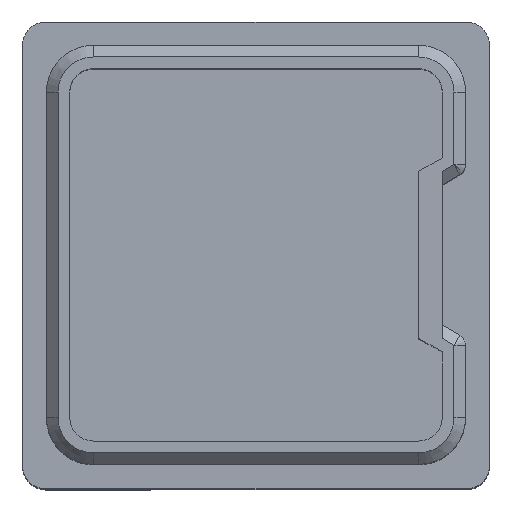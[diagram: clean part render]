
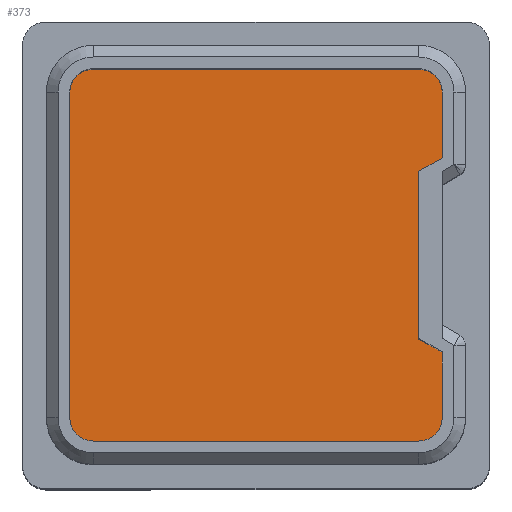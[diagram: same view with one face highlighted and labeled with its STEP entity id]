
A CAD part, top view. The second image highlights one B-rep face of the part: STEP entity #373.
In plain terms, the highlighted face is planar.
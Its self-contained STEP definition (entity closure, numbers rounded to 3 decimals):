
#72 = CARTESIAN_POINT ( 'NONE',  ( -13.95, -15.95, 1. ) ) ;
#227 = LINE ( 'NONE', #285, #1519 ) ;
#228 = CARTESIAN_POINT ( 'NONE',  ( 13.95, -13.95, 1. ) ) ;
#252 = CARTESIAN_POINT ( 'NONE',  ( 15.95, 13.95, 1. ) ) ;
#270 = DIRECTION ( 'NONE',  ( -1., 0., 0. ) ) ;
#285 = CARTESIAN_POINT ( 'NONE',  ( -15.95, -13.95, 1. ) ) ;
#343 = CARTESIAN_POINT ( 'NONE',  ( -13.95, -13.95, 1. ) ) ;
#368 = ORIENTED_EDGE ( 'NONE', *, *, #1208, .T. ) ;
#373 = ADVANCED_FACE ( 'NONE', ( #1137 ), #661, .T. ) ;
#388 = CARTESIAN_POINT ( 'NONE',  ( 13.95, -15.95, 1. ) ) ;
#479 = DIRECTION ( 'NONE',  ( 0., -1., 0. ) ) ;
#493 = CARTESIAN_POINT ( 'NONE',  ( -15.95, -8.309, 1. ) ) ;
#510 = ORIENTED_EDGE ( 'NONE', *, *, #2906, .T. ) ;
#565 = CARTESIAN_POINT ( 'NONE',  ( -13.95, -7.155, 1. ) ) ;
#597 = EDGE_CURVE ( 'NONE', #2032, #4900, #2404, .T. ) ;
#632 = EDGE_CURVE ( 'NONE', #1226, #2330, #4661, .T. ) ;
#636 = DIRECTION ( 'NONE',  ( -0.866, 0.5, 0. ) ) ;
#661 = PLANE ( 'NONE',  #5959 ) ;
#702 = EDGE_CURVE ( 'NONE', #4943, #1226, #979, .T. ) ;
#720 = CARTESIAN_POINT ( 'NONE',  ( 13.95, 13.95, 1. ) ) ;
#744 = ORIENTED_EDGE ( 'NONE', *, *, #5101, .T. ) ;
#938 = VECTOR ( 'NONE', #2347, 1000. ) ;
#979 = LINE ( 'NONE', #493, #938 ) ;
#1039 = AXIS2_PLACEMENT_3D ( 'NONE', #343, #2197, #5940 ) ;
#1137 = FACE_OUTER_BOUND ( 'NONE', #2910, .T. ) ;
#1195 = CARTESIAN_POINT ( 'NONE',  ( -13.95, -7.155, 1. ) ) ;
#1208 = EDGE_CURVE ( 'NONE', #2330, #2464, #4853, .T. ) ;
#1226 = VERTEX_POINT ( 'NONE', #1195 ) ;
#1234 = LINE ( 'NONE', #3141, #1484 ) ;
#1424 = CARTESIAN_POINT ( 'NONE',  ( -15.95, 13.95, 1. ) ) ;
#1484 = VECTOR ( 'NONE', #2209, 1000. ) ;
#1519 = VECTOR ( 'NONE', #1588, 1000. ) ;
#1530 = LINE ( 'NONE', #4695, #4622 ) ;
#1588 = DIRECTION ( 'NONE',  ( 0., 1., 0. ) ) ;
#1615 = DIRECTION ( 'NONE',  ( 0., 1., 0. ) ) ;
#1653 = EDGE_CURVE ( 'NONE', #2392, #2340, #4845, .T. ) ;
#1688 = ORIENTED_EDGE ( 'NONE', *, *, #3087, .T. ) ;
#1755 = VERTEX_POINT ( 'NONE', #2646 ) ;
#1859 = ORIENTED_EDGE ( 'NONE', *, *, #3464, .T. ) ;
#2032 = VERTEX_POINT ( 'NONE', #72 ) ;
#2078 = DIRECTION ( 'NONE',  ( 0., 0., -1. ) ) ;
#2124 = VECTOR ( 'NONE', #636, 1000. ) ;
#2197 = DIRECTION ( 'NONE',  ( 0., 0., -1. ) ) ;
#2209 = DIRECTION ( 'NONE',  ( -1., 0., 0. ) ) ;
#2221 = ORIENTED_EDGE ( 'NONE', *, *, #4039, .T. ) ;
#2232 = ORIENTED_EDGE ( 'NONE', *, *, #4558, .T. ) ;
#2238 = CARTESIAN_POINT ( 'NONE',  ( 15.95, 13.95, 1. ) ) ;
#2330 = VERTEX_POINT ( 'NONE', #4527 ) ;
#2340 = VERTEX_POINT ( 'NONE', #388 ) ;
#2347 = DIRECTION ( 'NONE',  ( 0.866, 0.5, 0. ) ) ;
#2392 = VERTEX_POINT ( 'NONE', #3666 ) ;
#2404 = CIRCLE ( 'NONE', #1039, 2. ) ;
#2434 = VERTEX_POINT ( 'NONE', #1424 ) ;
#2464 = VERTEX_POINT ( 'NONE', #4185 ) ;
#2491 = ORIENTED_EDGE ( 'NONE', *, *, #702, .T. ) ;
#2577 = DIRECTION ( 'NONE',  ( 0., 0., -1. ) ) ;
#2646 = CARTESIAN_POINT ( 'NONE',  ( 13.95, 15.95, 1. ) ) ;
#2839 = CIRCLE ( 'NONE', #5952, 2. ) ;
#2857 = CARTESIAN_POINT ( 'NONE',  ( -15.95, -8.309, 1. ) ) ;
#2895 = VERTEX_POINT ( 'NONE', #5638 ) ;
#2906 = EDGE_CURVE ( 'NONE', #2895, #1755, #1530, .T. ) ;
#2910 = EDGE_LOOP ( 'NONE', ( #744, #1859, #5434, #5904, #3275, #1688, #2491, #3791, #368, #2232, #2221, #510 ) ) ;
#2936 = CARTESIAN_POINT ( 'NONE',  ( -13.95, 7.155, 1. ) ) ;
#2961 = DIRECTION ( 'NONE',  ( -1., 0., 0. ) ) ;
#3021 = VECTOR ( 'NONE', #1615, 1000. ) ;
#3077 = DIRECTION ( 'NONE',  ( -1., 0., 0. ) ) ;
#3087 = EDGE_CURVE ( 'NONE', #4900, #4943, #227, .T. ) ;
#3141 = CARTESIAN_POINT ( 'NONE',  ( 13.95, -15.95, 1. ) ) ;
#3250 = VECTOR ( 'NONE', #479, 1000. ) ;
#3275 = ORIENTED_EDGE ( 'NONE', *, *, #597, .T. ) ;
#3316 = DIRECTION ( 'NONE',  ( 0., 1., 0. ) ) ;
#3464 = EDGE_CURVE ( 'NONE', #4655, #2392, #3631, .T. ) ;
#3514 = CIRCLE ( 'NONE', #4887, 2. ) ;
#3553 = VECTOR ( 'NONE', #3316, 1000. ) ;
#3631 = LINE ( 'NONE', #2238, #3250 ) ;
#3666 = CARTESIAN_POINT ( 'NONE',  ( 15.95, -13.95, 1. ) ) ;
#3791 = ORIENTED_EDGE ( 'NONE', *, *, #632, .T. ) ;
#4007 = LINE ( 'NONE', #4868, #3021 ) ;
#4020 = DIRECTION ( 'NONE',  ( 0., 0., -1. ) ) ;
#4039 = EDGE_CURVE ( 'NONE', #2434, #2895, #2839, .T. ) ;
#4185 = CARTESIAN_POINT ( 'NONE',  ( -15.95, 8.309, 1. ) ) ;
#4527 = CARTESIAN_POINT ( 'NONE',  ( -13.95, 7.155, 1. ) ) ;
#4558 = EDGE_CURVE ( 'NONE', #2464, #2434, #4007, .T. ) ;
#4622 = VECTOR ( 'NONE', #4783, 1000. ) ;
#4655 = VERTEX_POINT ( 'NONE', #252 ) ;
#4661 = LINE ( 'NONE', #565, #3553 ) ;
#4695 = CARTESIAN_POINT ( 'NONE',  ( -13.95, 15.95, 1. ) ) ;
#4760 = DIRECTION ( 'NONE',  ( 0., 0., -1. ) ) ;
#4774 = CARTESIAN_POINT ( 'NONE',  ( -15.95, -13.95, 1. ) ) ;
#4783 = DIRECTION ( 'NONE',  ( 1., 0., 0. ) ) ;
#4845 = CIRCLE ( 'NONE', #5324, 2. ) ;
#4853 = LINE ( 'NONE', #2936, #2124 ) ;
#4868 = CARTESIAN_POINT ( 'NONE',  ( -15.95, 8.309, 1. ) ) ;
#4887 = AXIS2_PLACEMENT_3D ( 'NONE', #720, #2577, #270 ) ;
#4900 = VERTEX_POINT ( 'NONE', #4774 ) ;
#4943 = VERTEX_POINT ( 'NONE', #2857 ) ;
#5044 = EDGE_CURVE ( 'NONE', #2340, #2032, #1234, .T. ) ;
#5101 = EDGE_CURVE ( 'NONE', #1755, #4655, #3514, .T. ) ;
#5324 = AXIS2_PLACEMENT_3D ( 'NONE', #228, #2078, #5798 ) ;
#5434 = ORIENTED_EDGE ( 'NONE', *, *, #1653, .T. ) ;
#5613 = CARTESIAN_POINT ( 'NONE',  ( -13.95, 13.95, 1. ) ) ;
#5638 = CARTESIAN_POINT ( 'NONE',  ( -13.95, 15.95, 1. ) ) ;
#5798 = DIRECTION ( 'NONE',  ( -1., 0., 0. ) ) ;
#5852 = CARTESIAN_POINT ( 'NONE',  ( 13.95, 13.95, 1. ) ) ;
#5904 = ORIENTED_EDGE ( 'NONE', *, *, #5044, .T. ) ;
#5940 = DIRECTION ( 'NONE',  ( -1., 0., 0. ) ) ;
#5952 = AXIS2_PLACEMENT_3D ( 'NONE', #5613, #4760, #2961 ) ;
#5959 = AXIS2_PLACEMENT_3D ( 'NONE', #5852, #4020, #3077 ) ;
